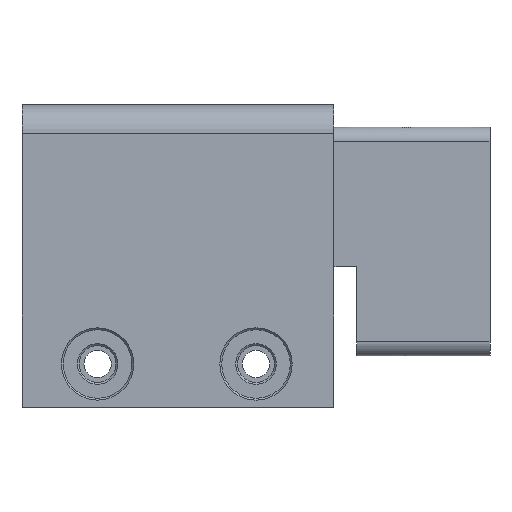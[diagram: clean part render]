
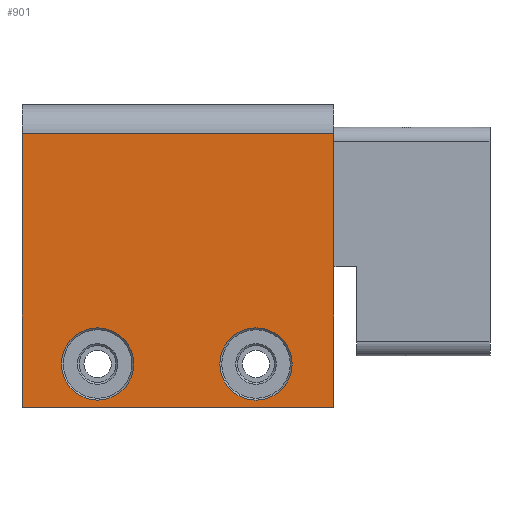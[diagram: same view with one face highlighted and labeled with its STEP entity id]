
A CAD part, left-side view. The second image highlights one B-rep face of the part: STEP entity #901.
In plain terms, the highlighted planar face has unit normal (-1, 0, 0).
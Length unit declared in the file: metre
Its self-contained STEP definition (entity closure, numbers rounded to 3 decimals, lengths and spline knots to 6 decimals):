
#88=LINE('',#1412,#168);
#89=LINE('',#1414,#169);
#94=LINE('',#1430,#174);
#95=LINE('',#1432,#175);
#168=VECTOR('',#1128,1.);
#169=VECTOR('',#1131,1.);
#174=VECTOR('',#1146,1.);
#175=VECTOR('',#1147,1.);
#283=ORIENTED_EDGE('',*,*,#524,.T.);
#284=ORIENTED_EDGE('',*,*,#525,.T.);
#285=ORIENTED_EDGE('',*,*,#526,.F.);
#286=ORIENTED_EDGE('',*,*,#527,.T.);
#287=ORIENTED_EDGE('',*,*,#517,.F.);
#288=ORIENTED_EDGE('',*,*,#516,.T.);
#516=EDGE_CURVE('',#635,#637,#88,.T.);
#517=EDGE_CURVE('',#635,#638,#89,.T.);
#524=EDGE_CURVE('',#642,#642,#694,.T.);
#525=EDGE_CURVE('',#643,#643,#695,.T.);
#526=EDGE_CURVE('',#644,#637,#94,.T.);
#527=EDGE_CURVE('',#644,#638,#95,.F.);
#635=VERTEX_POINT('',#1407);
#637=VERTEX_POINT('',#1411);
#638=VERTEX_POINT('',#1415);
#642=VERTEX_POINT('',#1427);
#643=VERTEX_POINT('',#1429);
#644=VERTEX_POINT('',#1431);
#694=CIRCLE('',#978,0.005019);
#695=CIRCLE('',#979,0.005019);
#729=EDGE_LOOP('',(#283));
#730=EDGE_LOOP('',(#284));
#731=EDGE_LOOP('',(#285,#286,#287,#288));
#802=FACE_BOUND('',#729,.T.);
#803=FACE_BOUND('',#730,.T.);
#804=FACE_BOUND('',#731,.T.);
#874=PLANE('',#977);
#901=ADVANCED_FACE('',(#802,#803,#804),#874,.F.);
#977=AXIS2_PLACEMENT_3D('',#1425,#1140,#1141);
#978=AXIS2_PLACEMENT_3D('',#1426,#1142,#1143);
#979=AXIS2_PLACEMENT_3D('',#1428,#1144,#1145);
#1128=DIRECTION('',(0.,-1.,0.));
#1131=DIRECTION('',(0.,0.,1.));
#1140=DIRECTION('',(1.,0.,0.));
#1141=DIRECTION('',(0.,0.,-1.));
#1142=DIRECTION('',(1.,0.,0.));
#1143=DIRECTION('',(0.,0.,-1.));
#1144=DIRECTION('',(1.,0.,0.));
#1145=DIRECTION('',(0.,0.,-1.));
#1146=DIRECTION('',(0.,0.,-1.));
#1147=DIRECTION('',(0.,-1.,0.));
#1407=CARTESIAN_POINT('',(-0.019,0.065,-0.023));
#1411=CARTESIAN_POINT('',(-0.019,0.021675,-0.023));
#1412=CARTESIAN_POINT('',(-0.019,0.065,-0.023));
#1414=CARTESIAN_POINT('',(-0.019,0.065,0.019));
#1415=CARTESIAN_POINT('',(-0.019,0.065,0.015));
#1425=CARTESIAN_POINT('',(-0.019,0.065,0.019));
#1426=CARTESIAN_POINT('',(-0.019,0.0545,-0.017));
#1427=CARTESIAN_POINT('',(-0.019,0.0545,-0.022019));
#1428=CARTESIAN_POINT('',(-0.019,0.0325,-0.017));
#1429=CARTESIAN_POINT('',(-0.019,0.0325,-0.022019));
#1430=CARTESIAN_POINT('',(-0.019,0.021675,-0.0035));
#1431=CARTESIAN_POINT('',(-0.019,0.021675,0.015));
#1432=CARTESIAN_POINT('',(-0.019,0.065,0.015));
